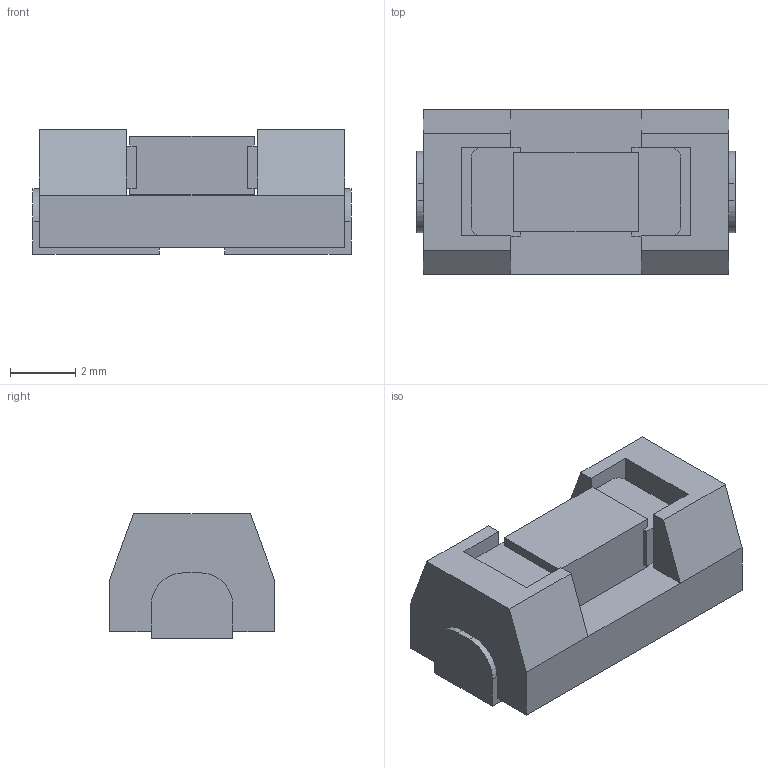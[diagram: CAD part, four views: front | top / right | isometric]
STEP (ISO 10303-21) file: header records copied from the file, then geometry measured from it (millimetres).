
FILE_DESCRIPTION (( 'STEP AP214' ), '1' );
FILE_NAME ('Fuse_holder_Littelfuse_154.STEP', '2019-01-26T17:10:36', ( '' ), ( '' ), 'SwSTEP 2.0', 'SolidWorks 2016', '' );
FILE_SCHEMA (( 'AUTOMOTIVE_DESIGN' ));
Length unit declared in the file: millimetre
Products named in the file (1): Fuse_holder_Littelfuse_154
Bounding box: 9.73 x 5.03 x 3.81 mm (x, y, z)
Volume: 136.2 mm3; surface area: 262.5 mm2
Topology: 1 solids, 1 shells, 64 faces, 192 edges, 124 vertices
Faces by surface type: plane 56, cylinder 8
Entity records: 2536 total; most frequent: ORIENTED_EDGE 384, CARTESIAN_POINT 381, DIRECTION 338, EDGE_CURVE 192, VECTOR 176, LINE 176, VERTEX_POINT 124, AXIS2_PLACEMENT_3D 81
